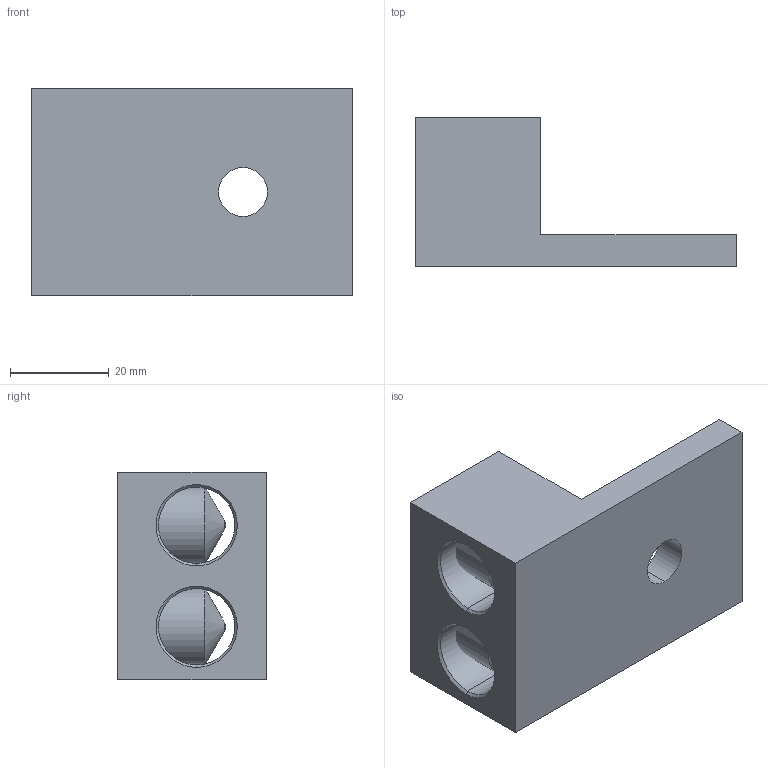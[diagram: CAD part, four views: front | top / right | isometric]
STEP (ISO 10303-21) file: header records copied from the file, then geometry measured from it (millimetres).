
FILE_DESCRIPTION (( 'STEP AP203' ), '1' );
FILE_NAME ('L2A-250-1.step', '2023-11-15T15:14:59', ( '' ), ( '' ), 'SwSTEP 2.0', 'SolidWorks 2023', '' );
FILE_SCHEMA (( 'CONFIG_CONTROL_DESIGN' ));
Length unit declared in the file: inch
Products named in the file (1): L2A-250-1
Bounding box: 65.1 x 30.2 x 42.1 mm (x, y, z)
Volume: 35518.4 mm3; surface area: 15329.8 mm2
Topology: 3 solids, 3 shells, 90 faces, 232 edges, 144 vertices
Faces by surface type: plane 46, cone 24, cylinder 18, bspline 2
Entity records: 3021 total; most frequent: CARTESIAN_POINT 779, DIRECTION 450, ORIENTED_EDGE 448, EDGE_CURVE 224, AXIS2_PLACEMENT_3D 165, VERTEX_POINT 142, VECTOR 120, LINE 120
